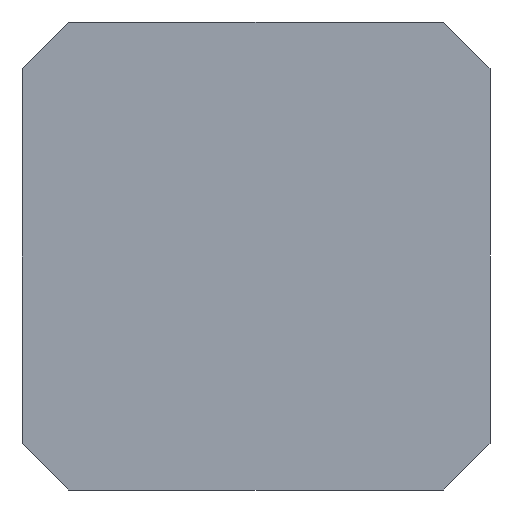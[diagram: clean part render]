
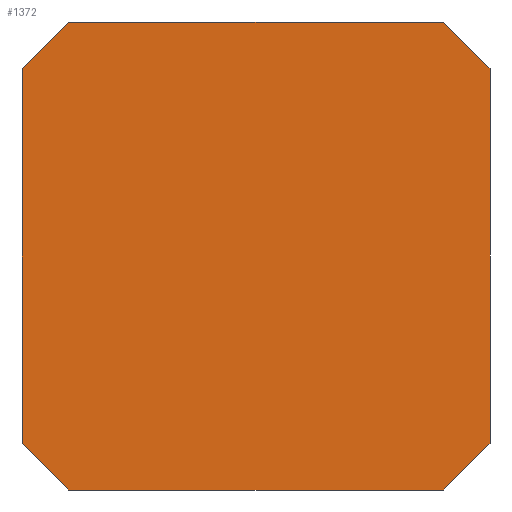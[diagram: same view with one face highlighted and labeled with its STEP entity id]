
A CAD part, front view. The second image highlights one B-rep face of the part: STEP entity #1372.
In plain terms, the highlighted planar face has unit normal (0, -1, 0).
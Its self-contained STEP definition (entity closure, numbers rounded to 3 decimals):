
#11 = CARTESIAN_POINT ( 'NONE',  ( 4.2, -57., -42. ) ) ;
#14 = DIRECTION ( 'NONE',  ( -0.707, 0., -0.707 ) ) ;
#39 = VECTOR ( 'NONE', #14, 1000. ) ;
#52 = ORIENTED_EDGE ( 'NONE', *, *, #498, .F. ) ;
#58 = EDGE_CURVE ( 'NONE', #698, #941, #1103, .T. ) ;
#76 = EDGE_CURVE ( 'NONE', #752, #941, #1072, .T. ) ;
#91 = VECTOR ( 'NONE', #520, 1000. ) ;
#113 = CARTESIAN_POINT ( 'NONE',  ( 42., -57., -4.2 ) ) ;
#120 = VERTEX_POINT ( 'NONE', #1365 ) ;
#131 = DIRECTION ( 'NONE',  ( -1., 0., 0. ) ) ;
#183 = CARTESIAN_POINT ( 'NONE',  ( 0., -57., 0. ) ) ;
#184 = DIRECTION ( 'NONE',  ( 0.707, 0., 0.707 ) ) ;
#232 = FACE_OUTER_BOUND ( 'NONE', #656, .T. ) ;
#240 = CARTESIAN_POINT ( 'NONE',  ( 42., -57., 0. ) ) ;
#246 = EDGE_CURVE ( 'NONE', #120, #522, #296, .T. ) ;
#296 = LINE ( 'NONE', #183, #838 ) ;
#300 = CARTESIAN_POINT ( 'NONE',  ( 0., -57., -37.8 ) ) ;
#307 = CARTESIAN_POINT ( 'NONE',  ( 37.8, -57., 0. ) ) ;
#308 = ORIENTED_EDGE ( 'NONE', *, *, #778, .T. ) ;
#358 = DIRECTION ( 'NONE',  ( 0., 0., -1. ) ) ;
#412 = CARTESIAN_POINT ( 'NONE',  ( 37.8, -57., -42. ) ) ;
#434 = EDGE_CURVE ( 'NONE', #120, #737, #898, .T. ) ;
#435 = CARTESIAN_POINT ( 'NONE',  ( 42., -57., -37.8 ) ) ;
#445 = CARTESIAN_POINT ( 'NONE',  ( 0., -57., 0. ) ) ;
#455 = CARTESIAN_POINT ( 'NONE',  ( 4.2, -57., -42. ) ) ;
#465 = AXIS2_PLACEMENT_3D ( 'NONE', #445, #543, #1305 ) ;
#492 = ORIENTED_EDGE ( 'NONE', *, *, #246, .F. ) ;
#498 = EDGE_CURVE ( 'NONE', #1119, #1030, #506, .T. ) ;
#506 = LINE ( 'NONE', #240, #1046 ) ;
#520 = DIRECTION ( 'NONE',  ( 0., 0., 1. ) ) ;
#522 = VERTEX_POINT ( 'NONE', #307 ) ;
#534 = EDGE_CURVE ( 'NONE', #698, #737, #953, .T. ) ;
#543 = DIRECTION ( 'NONE',  ( 0., -1., 0. ) ) ;
#549 = VECTOR ( 'NONE', #1055, 1000. ) ;
#558 = CARTESIAN_POINT ( 'NONE',  ( 0., -57., -42. ) ) ;
#599 = CARTESIAN_POINT ( 'NONE',  ( 37.8, -57., -42. ) ) ;
#624 = ORIENTED_EDGE ( 'NONE', *, *, #643, .T. ) ;
#643 = EDGE_CURVE ( 'NONE', #752, #1030, #1361, .T. ) ;
#656 = EDGE_LOOP ( 'NONE', ( #624, #52, #308, #492, #776, #1015, #1242, #1189 ) ) ;
#698 = VERTEX_POINT ( 'NONE', #300 ) ;
#737 = VERTEX_POINT ( 'NONE', #1172 ) ;
#752 = VERTEX_POINT ( 'NONE', #412 ) ;
#776 = ORIENTED_EDGE ( 'NONE', *, *, #434, .T. ) ;
#778 = EDGE_CURVE ( 'NONE', #1119, #522, #834, .T. ) ;
#796 = VECTOR ( 'NONE', #131, 1000. ) ;
#797 = VECTOR ( 'NONE', #184, 1000. ) ;
#821 = VECTOR ( 'NONE', #1198, 1000. ) ;
#834 = LINE ( 'NONE', #1157, #549 ) ;
#838 = VECTOR ( 'NONE', #934, 1000. ) ;
#898 = LINE ( 'NONE', #1312, #39 ) ;
#934 = DIRECTION ( 'NONE',  ( 1., 0., 0. ) ) ;
#941 = VERTEX_POINT ( 'NONE', #11 ) ;
#953 = LINE ( 'NONE', #1163, #91 ) ;
#1015 = ORIENTED_EDGE ( 'NONE', *, *, #534, .F. ) ;
#1030 = VERTEX_POINT ( 'NONE', #435 ) ;
#1046 = VECTOR ( 'NONE', #358, 1000. ) ;
#1055 = DIRECTION ( 'NONE',  ( -0.707, 0., 0.707 ) ) ;
#1072 = LINE ( 'NONE', #558, #796 ) ;
#1081 = PLANE ( 'NONE',  #465 ) ;
#1103 = LINE ( 'NONE', #455, #821 ) ;
#1119 = VERTEX_POINT ( 'NONE', #113 ) ;
#1157 = CARTESIAN_POINT ( 'NONE',  ( 37.8, -57., 0. ) ) ;
#1163 = CARTESIAN_POINT ( 'NONE',  ( 0., -57., 0. ) ) ;
#1172 = CARTESIAN_POINT ( 'NONE',  ( 0., -57., -4.2 ) ) ;
#1189 = ORIENTED_EDGE ( 'NONE', *, *, #76, .F. ) ;
#1198 = DIRECTION ( 'NONE',  ( 0.707, 0., -0.707 ) ) ;
#1242 = ORIENTED_EDGE ( 'NONE', *, *, #58, .T. ) ;
#1305 = DIRECTION ( 'NONE',  ( 0., 0., -1. ) ) ;
#1312 = CARTESIAN_POINT ( 'NONE',  ( 0., -57., -4.2 ) ) ;
#1361 = LINE ( 'NONE', #599, #797 ) ;
#1365 = CARTESIAN_POINT ( 'NONE',  ( 4.2, -57., 0. ) ) ;
#1372 = ADVANCED_FACE ( 'NONE', ( #232 ), #1081, .T. ) ;
